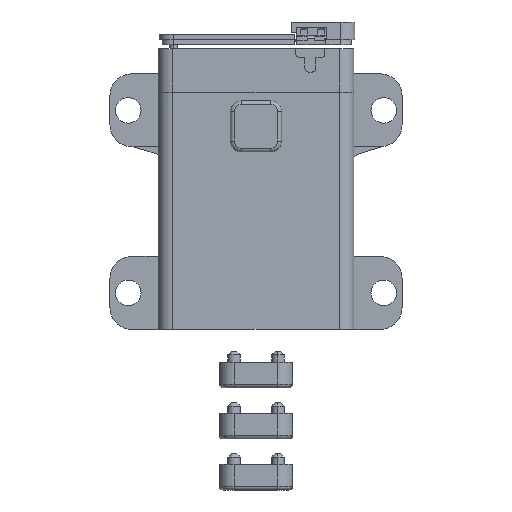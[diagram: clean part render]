
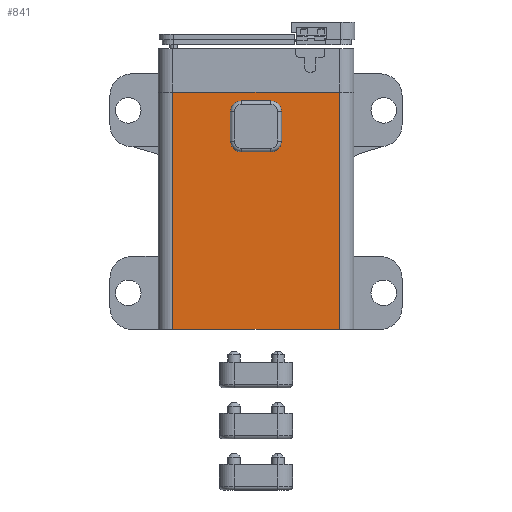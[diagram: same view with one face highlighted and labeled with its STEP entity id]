
A CAD part, front view. The second image highlights one B-rep face of the part: STEP entity #841.
In plain terms, the highlighted planar face has unit normal (0, -1, 0).
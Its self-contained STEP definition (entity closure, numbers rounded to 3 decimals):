
#199=FACE_BOUND('',#1851,.F.);
#485=PLANE('',#10154);
#841=ADVANCED_FACE('',(#199,#1333),#485,.T.);
#1333=FACE_OUTER_BOUND('',#1852,.F.);
#1851=EDGE_LOOP('',(#3022,#3023,#3024,#3025,#3026,#3027,#3028,#3029));
#1852=EDGE_LOOP('',(#3030,#3031,#3032,#3033));
#3022=ORIENTED_EDGE('',*,*,#7453,.T.);
#3023=ORIENTED_EDGE('',*,*,#7452,.T.);
#3024=ORIENTED_EDGE('',*,*,#7451,.T.);
#3025=ORIENTED_EDGE('',*,*,#7450,.T.);
#3026=ORIENTED_EDGE('',*,*,#7449,.T.);
#3027=ORIENTED_EDGE('',*,*,#7448,.T.);
#3028=ORIENTED_EDGE('',*,*,#7447,.T.);
#3029=ORIENTED_EDGE('',*,*,#7446,.T.);
#3030=ORIENTED_EDGE('',*,*,#7411,.F.);
#3031=ORIENTED_EDGE('',*,*,#7407,.F.);
#3032=ORIENTED_EDGE('',*,*,#7462,.F.);
#3033=ORIENTED_EDGE('',*,*,#7401,.T.);
#5674=LINE('',#14713,#6446);
#5678=LINE('',#14719,#6450);
#5682=LINE('',#14723,#6454);
#5699=LINE('',#14819,#6471);
#5700=LINE('',#14821,#6472);
#5701=LINE('',#14823,#6473);
#5702=LINE('',#14825,#6474);
#5711=LINE('',#14834,#6483);
#6446=VECTOR('',#11485,65.);
#6450=VECTOR('',#11493,65.);
#6454=VECTOR('',#11497,45.6);
#6471=VECTOR('',#11528,4.);
#6472=VECTOR('',#11531,4.);
#6473=VECTOR('',#11534,4.);
#6474=VECTOR('',#11537,4.);
#6483=VECTOR('',#11546,45.6);
#7401=EDGE_CURVE('',#8952,#8954,#5674,.T.);
#7407=EDGE_CURVE('',#8944,#8947,#5678,.T.);
#7411=EDGE_CURVE('',#8947,#8954,#5682,.T.);
#7446=EDGE_CURVE('',#8941,#8943,#8419,.T.);
#7447=EDGE_CURVE('',#8929,#8941,#5699,.T.);
#7448=EDGE_CURVE('',#8931,#8929,#8420,.T.);
#7449=EDGE_CURVE('',#8935,#8931,#5700,.T.);
#7450=EDGE_CURVE('',#8933,#8935,#8421,.T.);
#7451=EDGE_CURVE('',#8939,#8933,#5701,.T.);
#7452=EDGE_CURVE('',#8937,#8939,#8422,.T.);
#7453=EDGE_CURVE('',#8943,#8937,#5702,.T.);
#7462=EDGE_CURVE('',#8952,#8944,#5711,.T.);
#8419=CIRCLE('',#10036,3.);
#8420=CIRCLE('',#10037,3.);
#8421=CIRCLE('',#10038,3.);
#8422=CIRCLE('',#10039,3.);
#8929=VERTEX_POINT('',#14035);
#8931=VERTEX_POINT('',#14037);
#8933=VERTEX_POINT('',#14039);
#8935=VERTEX_POINT('',#14041);
#8937=VERTEX_POINT('',#14043);
#8939=VERTEX_POINT('',#14045);
#8941=VERTEX_POINT('',#14047);
#8943=VERTEX_POINT('',#14049);
#8944=VERTEX_POINT('',#14050);
#8947=VERTEX_POINT('',#14053);
#8952=VERTEX_POINT('',#14058);
#8954=VERTEX_POINT('',#14060);
#10036=AXIS2_PLACEMENT_3D('',#14818,#11526,#11527);
#10037=AXIS2_PLACEMENT_3D('',#14820,#11529,#11530);
#10038=AXIS2_PLACEMENT_3D('',#14822,#11532,#11533);
#10039=AXIS2_PLACEMENT_3D('',#14824,#11535,#11536);
#10154=AXIS2_PLACEMENT_3D('',#15633,#11906,#11907);
#11485=DIRECTION('',(0.,0.,-1.));
#11493=DIRECTION('',(0.,0.,-1.));
#11497=DIRECTION('',(1.,0.,0.));
#11526=DIRECTION('',(0.,-1.,0.));
#11527=DIRECTION('',(0.,0.,1.));
#11528=DIRECTION('',(-1.,0.,0.));
#11529=DIRECTION('',(0.,-1.,0.));
#11530=DIRECTION('',(1.,0.,0.));
#11531=DIRECTION('',(0.,0.,1.));
#11532=DIRECTION('',(0.,-1.,0.));
#11533=DIRECTION('',(0.,0.,-1.));
#11534=DIRECTION('',(1.,0.,0.));
#11535=DIRECTION('',(0.,-1.,0.));
#11536=DIRECTION('',(-1.,0.,0.));
#11537=DIRECTION('',(0.,0.,-1.));
#11546=DIRECTION('',(-1.,0.,0.));
#11906=DIRECTION('',(0.,-1.,0.));
#11907=DIRECTION('',(1.,0.,0.));
#14035=CARTESIAN_POINT('',(2.,-12.83,-14.4));
#14037=CARTESIAN_POINT('',(5.,-12.83,-17.4));
#14039=CARTESIAN_POINT('',(2.,-12.83,-24.4));
#14041=CARTESIAN_POINT('',(5.,-12.83,-21.4));
#14043=CARTESIAN_POINT('',(-5.,-12.83,-21.4));
#14045=CARTESIAN_POINT('',(-2.,-12.83,-24.4));
#14047=CARTESIAN_POINT('',(-2.,-12.83,-14.4));
#14049=CARTESIAN_POINT('',(-5.,-12.83,-17.4));
#14050=CARTESIAN_POINT('',(-22.8,-12.83,-10.));
#14053=CARTESIAN_POINT('',(-22.8,-12.83,-75.));
#14058=CARTESIAN_POINT('',(22.8,-12.83,-10.));
#14060=CARTESIAN_POINT('',(22.8,-12.83,-75.));
#14713=CARTESIAN_POINT('',(22.8,-12.83,-10.));
#14719=CARTESIAN_POINT('',(-22.8,-12.83,-10.));
#14723=CARTESIAN_POINT('',(-22.8,-12.83,-75.));
#14818=CARTESIAN_POINT('',(-2.,-12.83,-17.4));
#14819=CARTESIAN_POINT('',(2.,-12.83,-14.4));
#14820=CARTESIAN_POINT('',(2.,-12.83,-17.4));
#14821=CARTESIAN_POINT('',(5.,-12.83,-21.4));
#14822=CARTESIAN_POINT('',(2.,-12.83,-21.4));
#14823=CARTESIAN_POINT('',(-2.,-12.83,-24.4));
#14824=CARTESIAN_POINT('',(-2.,-12.83,-21.4));
#14825=CARTESIAN_POINT('',(-5.,-12.83,-17.4));
#14834=CARTESIAN_POINT('',(22.8,-12.83,-10.));
#15633=CARTESIAN_POINT('',(-27.45,-12.83,-75.65));
